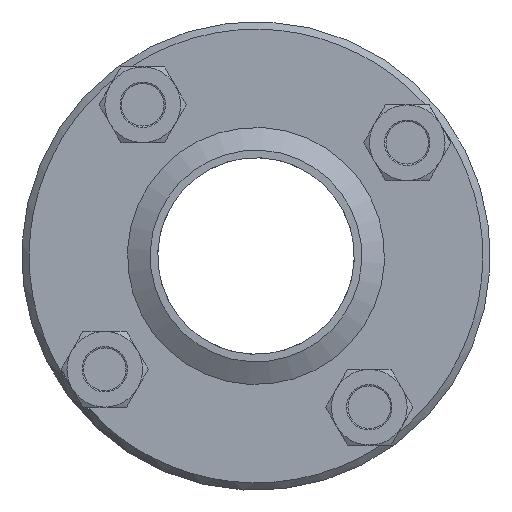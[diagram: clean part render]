
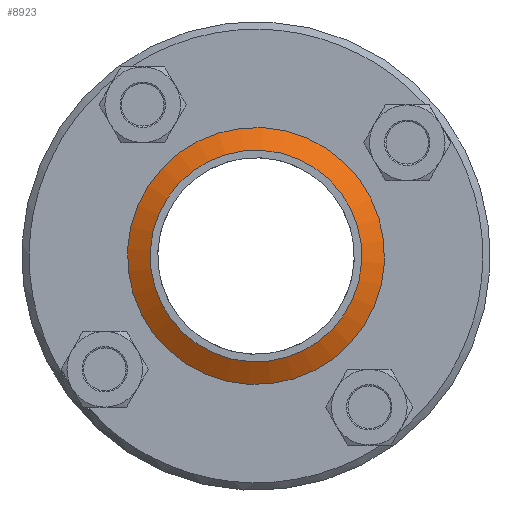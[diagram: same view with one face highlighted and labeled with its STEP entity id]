
A CAD part, left-side view. The second image highlights one B-rep face of the part: STEP entity #8923.
In plain terms, the highlighted conical face has half-angle 60 degrees and reference radius 15.5 mm.
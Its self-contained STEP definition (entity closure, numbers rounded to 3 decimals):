
#320=CONICAL_SURFACE('',#9855,15.5,60.);
#537=FACE_BOUND('',#2230,.T.);
#1032=CIRCLE('',#9854,14.);
#1033=CIRCLE('',#9856,17.);
#1524=FACE_OUTER_BOUND('',#2229,.T.);
#2229=EDGE_LOOP('',(#7573));
#2230=EDGE_LOOP('',(#7574));
#4091=VERTEX_POINT('',#15078);
#4092=VERTEX_POINT('',#15081);
#5260=EDGE_CURVE('',#4091,#4091,#1032,.T.);
#5261=EDGE_CURVE('',#4092,#4092,#1033,.T.);
#7573=ORIENTED_EDGE('',*,*,#5260,.T.);
#7574=ORIENTED_EDGE('',*,*,#5261,.F.);
#8923=ADVANCED_FACE('',(#1524,#537),#320,.T.);
#9854=AXIS2_PLACEMENT_3D('',#15079,#12226,#12227);
#9855=AXIS2_PLACEMENT_3D('',#15080,#12228,#12229);
#9856=AXIS2_PLACEMENT_3D('',#15082,#12230,#12231);
#12226=DIRECTION('center_axis',(1.,0.,0.));
#12227=DIRECTION('ref_axis',(0.,-0.599,-0.8));
#12228=DIRECTION('center_axis',(1.,0.,0.));
#12229=DIRECTION('ref_axis',(0.,0.8,-0.599));
#12230=DIRECTION('center_axis',(1.,0.,0.));
#12231=DIRECTION('ref_axis',(0.,-0.599,-0.8));
#15078=CARTESIAN_POINT('',(-96.7,11.206,-8.392));
#15079=CARTESIAN_POINT('Origin',(-96.7,0.,0.));
#15080=CARTESIAN_POINT('Origin',(-95.834,0.,
0.));
#15081=CARTESIAN_POINT('',(-94.968,13.607,-10.191));
#15082=CARTESIAN_POINT('Origin',(-94.968,0.,
0.));
